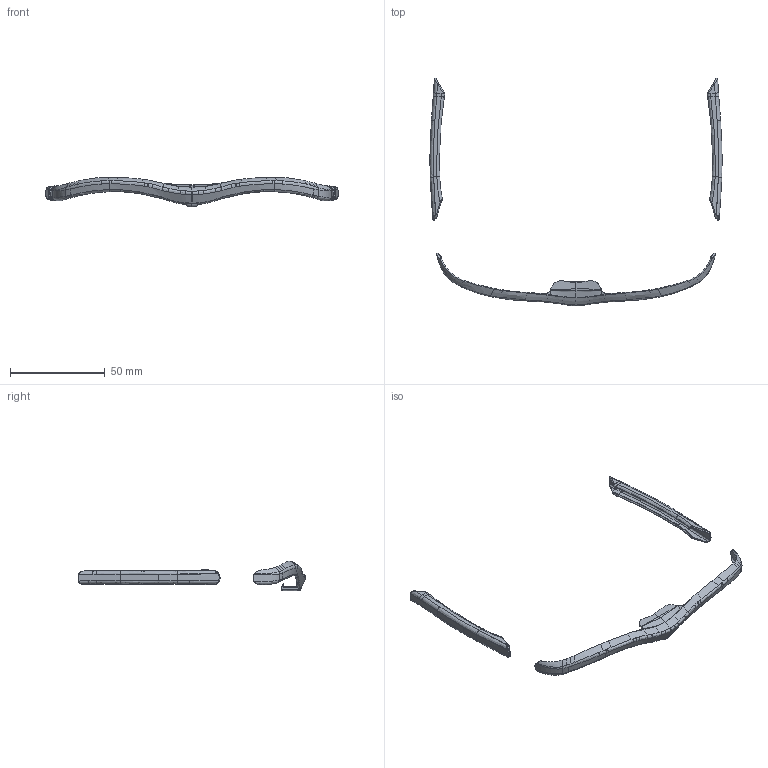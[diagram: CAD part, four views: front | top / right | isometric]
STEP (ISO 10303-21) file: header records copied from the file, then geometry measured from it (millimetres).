
FILE_DESCRIPTION(/* description */ (''),/* implementation_level */ '2;1');
FILE_NAME(/* name */ 'FUN''IKI_Glasses4',/* time_stamp */ '2015-12-29T23:42:27+09:00',/* author */ (''),/* organization */ (''),/* preprocessor_version */ 'ST-DEVELOPER v15',/* originating_system */ '',/* authorisation */ '');
FILE_SCHEMA (('CONFIG_CONTROL_DESIGN'));
Products named in the file (1): FUN'IKI_MDK_ver_0.7
Bounding box: 154.57 x 120.45 x 15.74 mm (x, y, z)
Volume: 4034.8 mm3; surface area: 8714.5 mm2
Topology: 3 solids, 3 shells, 548 faces, 1533 edges, 954 vertices
Faces by surface type: bspline 544, plane 4
Entity records: 47315 total; most frequent: CARTESIAN_POINT 38368, ORIENTED_EDGE 2992, EDGE_CURVE 1496, B_SPLINE_CURVE_WITH_KNOTS 1334, VERTEX_POINT 954, ADVANCED_FACE 548, EDGE_LOOP 548, FACE_OUTER_BOUND 548
